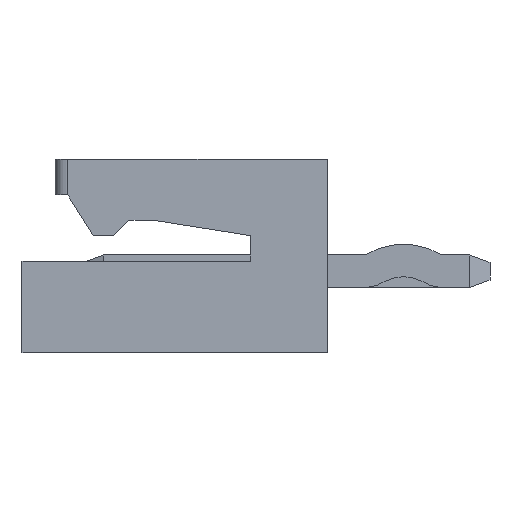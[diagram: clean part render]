
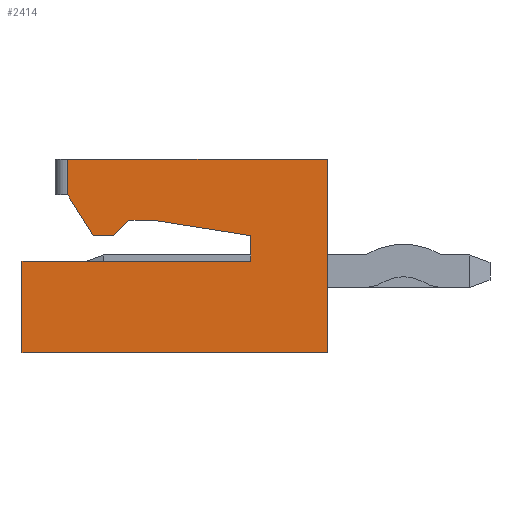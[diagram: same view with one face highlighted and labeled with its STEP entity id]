
A CAD part, left-side view. The second image highlights one B-rep face of the part: STEP entity #2414.
In plain terms, the highlighted planar face has unit normal (-1, 0, 0).
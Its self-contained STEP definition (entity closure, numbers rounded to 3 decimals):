
#22 = CARTESIAN_POINT ( 'NONE',  ( -6.25, 0., 2.2 ) ) ;
#46 = DIRECTION ( 'NONE',  ( 0., -1., 0. ) ) ;
#155 = CARTESIAN_POINT ( 'NONE',  ( -6.25, 6., 0.2 ) ) ;
#162 = PLANE ( 'NONE',  #3652 ) ;
#267 = DIRECTION ( 'NONE',  ( 0., 0., 1. ) ) ;
#347 = VECTOR ( 'NONE', #2560, 1000. ) ;
#384 = CARTESIAN_POINT ( 'NONE',  ( -6.25, 4.2, 0.7 ) ) ;
#394 = ORIENTED_EDGE ( 'NONE', *, *, #933, .T. ) ;
#434 = LINE ( 'NONE', #3929, #1141 ) ;
#441 = LINE ( 'NONE', #523, #470 ) ;
#470 = VECTOR ( 'NONE', #2701, 1000. ) ;
#478 = CARTESIAN_POINT ( 'NONE',  ( -6.25, 4.6, 0.7 ) ) ;
#490 = CARTESIAN_POINT ( 'NONE',  ( -6.25, 1.5, 0.7 ) ) ;
#493 = VERTEX_POINT ( 'NONE', #3895 ) ;
#505 = DIRECTION ( 'NONE',  ( 0., 0., -1. ) ) ;
#517 = DIRECTION ( 'NONE',  ( 0., 1., 0. ) ) ;
#523 = CARTESIAN_POINT ( 'NONE',  ( -6.25, 6., -1.6 ) ) ;
#646 = VERTEX_POINT ( 'NONE', #2510 ) ;
#659 = ORIENTED_EDGE ( 'NONE', *, *, #2368, .T. ) ;
#770 = VERTEX_POINT ( 'NONE', #4123 ) ;
#814 = DIRECTION ( 'NONE',  ( 1., 0., 0. ) ) ;
#833 = FACE_OUTER_BOUND ( 'NONE', #3760, .T. ) ;
#912 = ORIENTED_EDGE ( 'NONE', *, *, #4075, .T. ) ;
#933 = EDGE_CURVE ( 'NONE', #4006, #974, #2677, .T. ) ;
#974 = VERTEX_POINT ( 'NONE', #478 ) ;
#1012 = EDGE_CURVE ( 'NONE', #1771, #3499, #1718, .T. ) ;
#1067 = CARTESIAN_POINT ( 'NONE',  ( -6.25, 3.394, 1. ) ) ;
#1080 = VECTOR ( 'NONE', #46, 1000. ) ;
#1081 = ORIENTED_EDGE ( 'NONE', *, *, #1559, .T. ) ;
#1083 = DIRECTION ( 'NONE',  ( 0., 0., -1. ) ) ;
#1101 = DIRECTION ( 'NONE',  ( 0., -0.53, -0.848 ) ) ;
#1127 = CARTESIAN_POINT ( 'NONE',  ( -6.25, 0., 0. ) ) ;
#1141 = VECTOR ( 'NONE', #1083, 1000. ) ;
#1152 = VERTEX_POINT ( 'NONE', #1182 ) ;
#1182 = CARTESIAN_POINT ( 'NONE',  ( -6.25, 3.9, 1. ) ) ;
#1197 = DIRECTION ( 'NONE',  ( 0., -1., 0. ) ) ;
#1207 = VECTOR ( 'NONE', #1317, 1000. ) ;
#1221 = VECTOR ( 'NONE', #267, 1000. ) ;
#1227 = ORIENTED_EDGE ( 'NONE', *, *, #2800, .T. ) ;
#1265 = CARTESIAN_POINT ( 'NONE',  ( -6.25, 6., 0.2 ) ) ;
#1317 = DIRECTION ( 'NONE',  ( 0., -0.707, 0.707 ) ) ;
#1431 = CARTESIAN_POINT ( 'NONE',  ( -6.25, 0., 2.2 ) ) ;
#1509 = CARTESIAN_POINT ( 'NONE',  ( -6.25, 1.5, 0.2 ) ) ;
#1519 = CARTESIAN_POINT ( 'NONE',  ( -6.25, 1.5, 0.2 ) ) ;
#1559 = EDGE_CURVE ( 'NONE', #3489, #1771, #3793, .T. ) ;
#1697 = ORIENTED_EDGE ( 'NONE', *, *, #3641, .T. ) ;
#1718 = LINE ( 'NONE', #155, #3914 ) ;
#1771 = VERTEX_POINT ( 'NONE', #1509 ) ;
#2158 = EDGE_CURVE ( 'NONE', #1152, #3859, #2230, .T. ) ;
#2200 = CARTESIAN_POINT ( 'NONE',  ( -6.25, 4.2, 0.7 ) ) ;
#2230 = LINE ( 'NONE', #4045, #2461 ) ;
#2312 = VERTEX_POINT ( 'NONE', #1431 ) ;
#2368 = EDGE_CURVE ( 'NONE', #3499, #770, #441, .T. ) ;
#2384 = DIRECTION ( 'NONE',  ( 0., 0., -1. ) ) ;
#2414 = ADVANCED_FACE ( 'NONE', ( #833 ), #162, .F. ) ;
#2461 = VECTOR ( 'NONE', #1197, 1000. ) ;
#2510 = CARTESIAN_POINT ( 'NONE',  ( -6.25, 0., -1.6 ) ) ;
#2560 = DIRECTION ( 'NONE',  ( 0., 1., 0. ) ) ;
#2644 = EDGE_CURVE ( 'NONE', #2966, #1152, #2936, .T. ) ;
#2677 = LINE ( 'NONE', #3633, #2981 ) ;
#2701 = DIRECTION ( 'NONE',  ( 0., 0., -1. ) ) ;
#2713 = ORIENTED_EDGE ( 'NONE', *, *, #3173, .T. ) ;
#2718 = CARTESIAN_POINT ( 'NONE',  ( -6.25, 0., -1.6 ) ) ;
#2747 = CARTESIAN_POINT ( 'NONE',  ( -6.25, 5.1, 1.5 ) ) ;
#2759 = ORIENTED_EDGE ( 'NONE', *, *, #2158, .T. ) ;
#2800 = EDGE_CURVE ( 'NONE', #770, #646, #3056, .T. ) ;
#2824 = CARTESIAN_POINT ( 'NONE',  ( -6.25, 0., -1.6 ) ) ;
#2912 = LINE ( 'NONE', #22, #347 ) ;
#2936 = LINE ( 'NONE', #3849, #1207 ) ;
#2938 = VECTOR ( 'NONE', #3626, 1000. ) ;
#2966 = VERTEX_POINT ( 'NONE', #2200 ) ;
#2981 = VECTOR ( 'NONE', #1101, 1000. ) ;
#2988 = VECTOR ( 'NONE', #2384, 1000. ) ;
#3022 = ORIENTED_EDGE ( 'NONE', *, *, #3876, .T. ) ;
#3056 = LINE ( 'NONE', #2718, #3131 ) ;
#3131 = VECTOR ( 'NONE', #3679, 1000. ) ;
#3135 = ORIENTED_EDGE ( 'NONE', *, *, #3447, .T. ) ;
#3147 = LINE ( 'NONE', #2824, #1221 ) ;
#3173 = EDGE_CURVE ( 'NONE', #493, #4006, #434, .T. ) ;
#3218 = CARTESIAN_POINT ( 'NONE',  ( -6.25, 1.5, 0.7 ) ) ;
#3253 = LINE ( 'NONE', #490, #2938 ) ;
#3447 = EDGE_CURVE ( 'NONE', #974, #2966, #3504, .T. ) ;
#3489 = VERTEX_POINT ( 'NONE', #3218 ) ;
#3499 = VERTEX_POINT ( 'NONE', #1265 ) ;
#3504 = LINE ( 'NONE', #384, #1080 ) ;
#3626 = DIRECTION ( 'NONE',  ( 0., -0.988, -0.156 ) ) ;
#3633 = CARTESIAN_POINT ( 'NONE',  ( -6.25, 4.6, 0.7 ) ) ;
#3641 = EDGE_CURVE ( 'NONE', #3859, #3489, #3253, .T. ) ;
#3652 = AXIS2_PLACEMENT_3D ( 'NONE', #1127, #814, #505 ) ;
#3679 = DIRECTION ( 'NONE',  ( 0., -1., 0. ) ) ;
#3739 = ORIENTED_EDGE ( 'NONE', *, *, #1012, .T. ) ;
#3760 = EDGE_LOOP ( 'NONE', ( #1081, #3739, #659, #1227, #912, #3022, #2713, #394, #3135, #4105, #2759, #1697 ) ) ;
#3793 = LINE ( 'NONE', #1519, #2988 ) ;
#3849 = CARTESIAN_POINT ( 'NONE',  ( -6.25, 4.2, 0.7 ) ) ;
#3859 = VERTEX_POINT ( 'NONE', #1067 ) ;
#3876 = EDGE_CURVE ( 'NONE', #2312, #493, #2912, .T. ) ;
#3895 = CARTESIAN_POINT ( 'NONE',  ( -6.25, 5.1, 2.2 ) ) ;
#3914 = VECTOR ( 'NONE', #517, 1000. ) ;
#3929 = CARTESIAN_POINT ( 'NONE',  ( -6.25, 5.1, 1.5 ) ) ;
#4006 = VERTEX_POINT ( 'NONE', #2747 ) ;
#4045 = CARTESIAN_POINT ( 'NONE',  ( -6.25, 3.394, 1. ) ) ;
#4075 = EDGE_CURVE ( 'NONE', #646, #2312, #3147, .T. ) ;
#4105 = ORIENTED_EDGE ( 'NONE', *, *, #2644, .T. ) ;
#4123 = CARTESIAN_POINT ( 'NONE',  ( -6.25, 6., -1.6 ) ) ;
